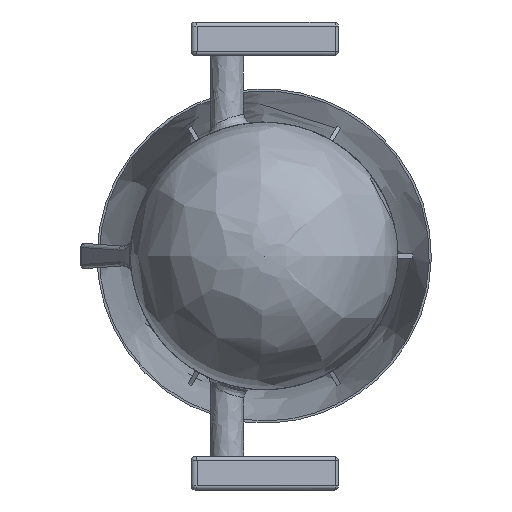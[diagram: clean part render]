
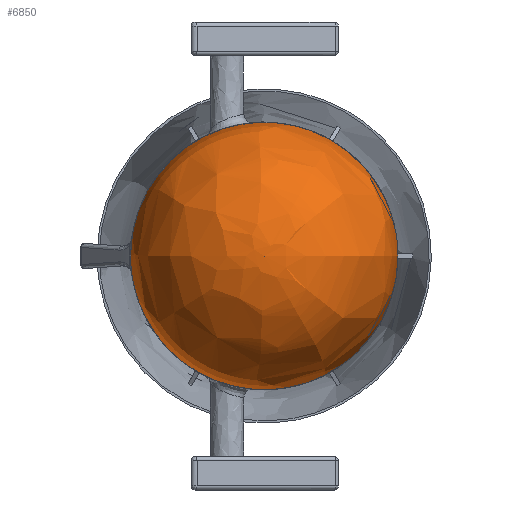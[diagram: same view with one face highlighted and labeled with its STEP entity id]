
A CAD part, left-side view. The second image highlights one B-rep face of the part: STEP entity #6850.
In plain terms, the highlighted free-form (B-spline) face has degree [2, 2] with [7, 3] control points.
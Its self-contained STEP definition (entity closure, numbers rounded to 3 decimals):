
#2604 = VERTEX_POINT('',#2605);
#2605 = CARTESIAN_POINT('',(-1249.968,112.177,0.));
#2610 = EDGE_CURVE('',#2604,#2611,#2613,.T.);
#2611 = VERTEX_POINT('',#2612);
#2612 = CARTESIAN_POINT('',(-1249.968,-112.177,
    0.));
#2613 = ( BOUNDED_CURVE() B_SPLINE_CURVE(2,(#2614,#2615,#2616,#2617,
#2618),.UNSPECIFIED.,.F.,.F.) B_SPLINE_CURVE_WITH_KNOTS((3,2,3),(
    1.571,3.142,4.712),
.PIECEWISE_BEZIER_KNOTS.) CURVE() GEOMETRIC_REPRESENTATION_ITEM() 
RATIONAL_B_SPLINE_CURVE((1.,0.707,1.,0.707,1.)) 
REPRESENTATION_ITEM('') );
#2614 = CARTESIAN_POINT('',(-1249.968,112.177,
    0.));
#2615 = CARTESIAN_POINT('',(-1249.968,112.177,
    112.177));
#2616 = CARTESIAN_POINT('',(-1249.968,0.,
    112.177));
#2617 = CARTESIAN_POINT('',(-1249.968,-112.177,
    112.177));
#2618 = CARTESIAN_POINT('',(-1249.968,-112.177,
    0.));
#2620 = EDGE_CURVE('',#2611,#2604,#2621,.T.);
#2621 = ( BOUNDED_CURVE() B_SPLINE_CURVE(2,(#2622,#2623,#2624,#2625,
#2626),.UNSPECIFIED.,.F.,.F.) B_SPLINE_CURVE_WITH_KNOTS((3,2,3),(
    4.712,6.283,7.854),
.PIECEWISE_BEZIER_KNOTS.) CURVE() GEOMETRIC_REPRESENTATION_ITEM() 
RATIONAL_B_SPLINE_CURVE((1.,0.707,1.,0.707,1.)) 
REPRESENTATION_ITEM('') );
#2622 = CARTESIAN_POINT('',(-1249.968,-112.177,
    0.));
#2623 = CARTESIAN_POINT('',(-1249.968,-112.177,
    -112.177));
#2624 = CARTESIAN_POINT('',(-1249.968,0.,
    -112.177));
#2625 = CARTESIAN_POINT('',(-1249.968,112.177,
    -112.177));
#2626 = CARTESIAN_POINT('',(-1249.968,112.177,
    0.));
#6850 = ADVANCED_FACE('',(#6851),#6869,.T.);
#6851 = FACE_BOUND('',#6852,.T.);
#6852 = EDGE_LOOP('',(#6853,#6854,#6867,#6868));
#6853 = ORIENTED_EDGE('',*,*,#2620,.F.);
#6854 = ORIENTED_EDGE('',*,*,#6855,.F.);
#6855 = EDGE_CURVE('',#6856,#2611,#6858,.T.);
#6856 = VERTEX_POINT('',#6857);
#6857 = CARTESIAN_POINT('',(-1362.144,0.,0.));
#6858 = B_SPLINE_CURVE_WITH_KNOTS('',7,(#6859,#6860,#6861,#6862,#6863,
    #6864,#6865,#6866),.UNSPECIFIED.,.F.,.F.,(8,8),(-1.571,0.),
  .PIECEWISE_BEZIER_KNOTS.);
#6859 = CARTESIAN_POINT('',(-1362.144,0.,
    0.));
#6860 = CARTESIAN_POINT('',(-1362.144,-25.172,
    0.));
#6861 = CARTESIAN_POINT('',(-1355.554,-50.345,
    0.));
#6862 = CARTESIAN_POINT('',(-1342.375,-73.447,
    0.));
#6863 = CARTESIAN_POINT('',(-1323.415,-92.407,
    0.));
#6864 = CARTESIAN_POINT('',(-1300.312,-105.586,
    0.));
#6865 = CARTESIAN_POINT('',(-1275.14,-112.177,
    0.));
#6866 = CARTESIAN_POINT('',(-1249.968,-112.177,
    0.));
#6867 = ORIENTED_EDGE('',*,*,#6855,.T.);
#6868 = ORIENTED_EDGE('',*,*,#2610,.F.);
#6869 = ( BOUNDED_SURFACE() B_SPLINE_SURFACE(2,2,(
    (#6870,#6871,#6872)
    ,(#6873,#6874,#6875)
    ,(#6876,#6877,#6878)
    ,(#6879,#6880,#6881)
    ,(#6882,#6883,#6884)
    ,(#6885,#6886,#6887)
    ,(#6888,#6889,#6890
)),.UNSPECIFIED.,.T.,.F.,.F.) B_SPLINE_SURFACE_WITH_KNOTS((1,2,2,2,2,1),
  (3,3),(-2.094,0.,2.094,4.189,6.283,
    8.378),(-1.571,0.),.UNSPECIFIED.) 
GEOMETRIC_REPRESENTATION_ITEM() RATIONAL_B_SPLINE_SURFACE((
    (1.,0.707,1.)
    ,(0.5,0.354,0.5)
    ,(1.,0.707,1.)
    ,(0.5,0.354,0.5)
    ,(1.,0.707,1.)
    ,(0.5,0.354,0.5)
,(1.,0.707,1.))) REPRESENTATION_ITEM('') SURFACE() );
#6870 = CARTESIAN_POINT('',(-1362.144,0.,0.));
#6871 = CARTESIAN_POINT('',(-1362.144,-112.177,0.));
#6872 = CARTESIAN_POINT('',(-1249.968,-112.177,0.));
#6873 = CARTESIAN_POINT('',(-1362.144,0.,
    0.));
#6874 = CARTESIAN_POINT('',(-1362.144,-112.177,
    -194.296));
#6875 = CARTESIAN_POINT('',(-1249.968,-112.177,
    -194.296));
#6876 = CARTESIAN_POINT('',(-1362.144,0.,
    0.));
#6877 = CARTESIAN_POINT('',(-1362.144,56.088,
    -97.148));
#6878 = CARTESIAN_POINT('',(-1249.968,56.088,
    -97.148));
#6879 = CARTESIAN_POINT('',(-1362.144,0.,
    0.));
#6880 = CARTESIAN_POINT('',(-1362.144,224.353,
    0.));
#6881 = CARTESIAN_POINT('',(-1249.968,224.353,
    0.));
#6882 = CARTESIAN_POINT('',(-1362.144,0.,
    0.));
#6883 = CARTESIAN_POINT('',(-1362.144,56.088,
    97.148));
#6884 = CARTESIAN_POINT('',(-1249.968,56.088,
    97.148));
#6885 = CARTESIAN_POINT('',(-1362.144,0.,
    0.));
#6886 = CARTESIAN_POINT('',(-1362.144,-112.177,
    194.296));
#6887 = CARTESIAN_POINT('',(-1249.968,-112.177,
    194.296));
#6888 = CARTESIAN_POINT('',(-1362.144,0.,0.));
#6889 = CARTESIAN_POINT('',(-1362.144,-112.177,0.));
#6890 = CARTESIAN_POINT('',(-1249.968,-112.177,0.));
